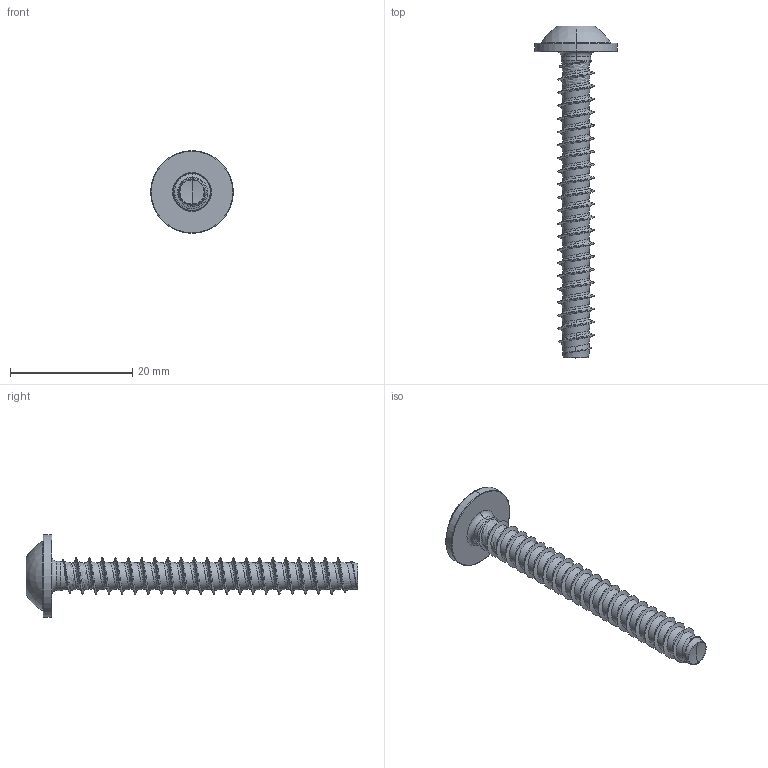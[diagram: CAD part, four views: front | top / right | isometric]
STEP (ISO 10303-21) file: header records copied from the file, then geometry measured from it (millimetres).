
FILE_DESCRIPTION (( 'STEP AP203' ), '1' );
FILE_NAME ('STP380600500.STEP', '2017-08-15T18:12:11', ( '' ), ( '' ), 'SwSTEP 2.0', 'SolidWorks 2015', '' );
FILE_SCHEMA (( 'CONFIG_CONTROL_DESIGN' ));
Length unit declared in the file: millimetre
Products named in the file (1): STP380600500
Bounding box: 13.5 x 54.2 x 13.5 mm (x, y, z)
Volume: 1181.2 mm3; surface area: 1526.4 mm2
Topology: 1 solids, 1 shells, 132 faces, 338 edges, 209 vertices
Faces by surface type: cylinder 71, bspline 35, cone 11, torus 8, sphere 4, plane 3
Entity records: 37312 total; most frequent: CARTESIAN_POINT 34538, ORIENTED_EDGE 672, DIRECTION 422, EDGE_CURVE 336, VERTEX_POINT 209, AXIS2_PLACEMENT_3D 168, B_SPLINE_CURVE_WITH_KNOTS 135, EDGE_LOOP 135
